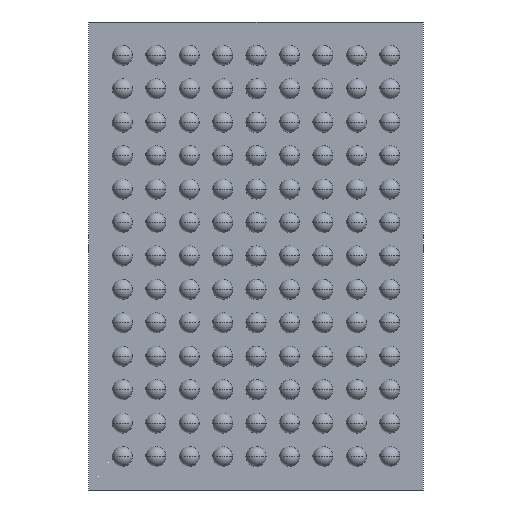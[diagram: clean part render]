
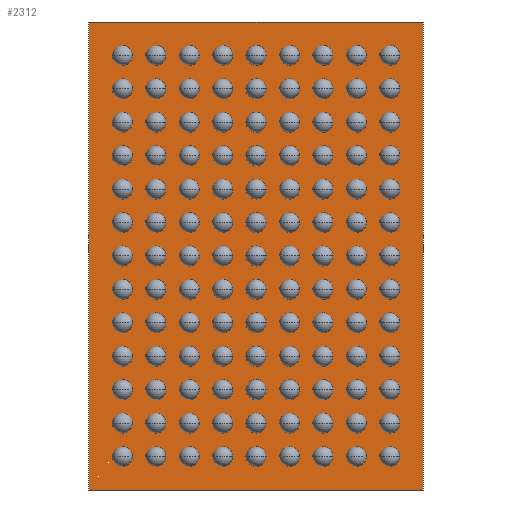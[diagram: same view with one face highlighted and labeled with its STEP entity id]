
A CAD part, front view. The second image highlights one B-rep face of the part: STEP entity #2312.
In plain terms, the highlighted planar face has unit normal (0, -1, 0).
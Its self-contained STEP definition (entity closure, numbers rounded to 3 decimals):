
#39 = LINE ( 'NONE', #418, #7550 ) ;
#418 = CARTESIAN_POINT ( 'NONE',  ( 5., 0.5, 7. ) ) ;
#512 = VECTOR ( 'NONE', #6011, 1000. ) ;
#520 = CARTESIAN_POINT ( 'NONE',  ( -5., 0.5, 7. ) ) ;
#541 = CARTESIAN_POINT ( 'NONE',  ( 5., 0.5, 7. ) ) ;
#1750 = EDGE_LOOP ( 'NONE', ( #7448, #4458, #7923, #5105 ) ) ;
#1754 = DIRECTION ( 'NONE',  ( 0., 0., 1. ) ) ;
#1788 = PLANE ( 'NONE',  #3543 ) ;
#1973 = CARTESIAN_POINT ( 'NONE',  ( -5., 0.5, 7. ) ) ;
#1983 = DIRECTION ( 'NONE',  ( 0., 0., 1. ) ) ;
#2312 = ADVANCED_FACE ( 'NONE', ( #3480 ), #1788, .F. ) ;
#2601 = LINE ( 'NONE', #5949, #512 ) ;
#3008 = VECTOR ( 'NONE', #1983, 1000. ) ;
#3480 = FACE_OUTER_BOUND ( 'NONE', #1750, .T. ) ;
#3543 = AXIS2_PLACEMENT_3D ( 'NONE', #3973, #6878, #1754 ) ;
#3734 = VERTEX_POINT ( 'NONE', #9406 ) ;
#3973 = CARTESIAN_POINT ( 'NONE',  ( 0., 0.5, 0. ) ) ;
#4083 = DIRECTION ( 'NONE',  ( 0., 0., -1. ) ) ;
#4332 = LINE ( 'NONE', #520, #9196 ) ;
#4458 = ORIENTED_EDGE ( 'NONE', *, *, #8524, .T. ) ;
#5105 = ORIENTED_EDGE ( 'NONE', *, *, #9379, .T. ) ;
#5820 = LINE ( 'NONE', #541, #3008 ) ;
#5884 = CARTESIAN_POINT ( 'NONE',  ( -5., 0.5, -7. ) ) ;
#5949 = CARTESIAN_POINT ( 'NONE',  ( 5., 0.5, -7. ) ) ;
#6011 = DIRECTION ( 'NONE',  ( 1., 0., 0. ) ) ;
#6082 = VERTEX_POINT ( 'NONE', #5884 ) ;
#6149 = CARTESIAN_POINT ( 'NONE',  ( 5., 0.5, 7. ) ) ;
#6269 = VERTEX_POINT ( 'NONE', #6149 ) ;
#6325 = VERTEX_POINT ( 'NONE', #1973 ) ;
#6683 = EDGE_CURVE ( 'NONE', #3734, #6269, #5820, .T. ) ;
#6878 = DIRECTION ( 'NONE',  ( 0., 1., 0. ) ) ;
#7046 = DIRECTION ( 'NONE',  ( -1., 0., 0. ) ) ;
#7448 = ORIENTED_EDGE ( 'NONE', *, *, #7967, .T. ) ;
#7550 = VECTOR ( 'NONE', #7046, 1000. ) ;
#7923 = ORIENTED_EDGE ( 'NONE', *, *, #6683, .T. ) ;
#7967 = EDGE_CURVE ( 'NONE', #6325, #6082, #4332, .T. ) ;
#8524 = EDGE_CURVE ( 'NONE', #6082, #3734, #2601, .T. ) ;
#9196 = VECTOR ( 'NONE', #4083, 1000. ) ;
#9379 = EDGE_CURVE ( 'NONE', #6269, #6325, #39, .T. ) ;
#9406 = CARTESIAN_POINT ( 'NONE',  ( 5., 0.5, -7. ) ) ;
